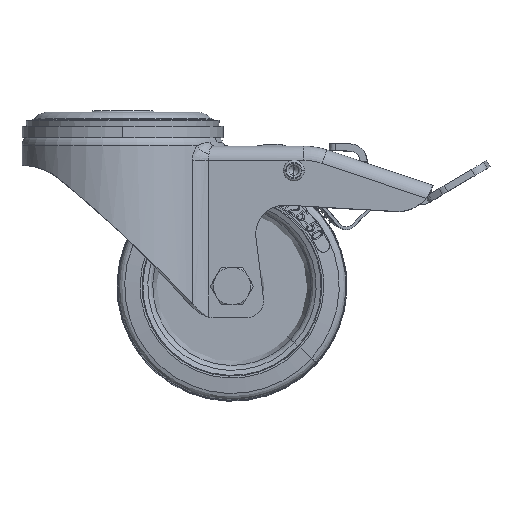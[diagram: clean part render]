
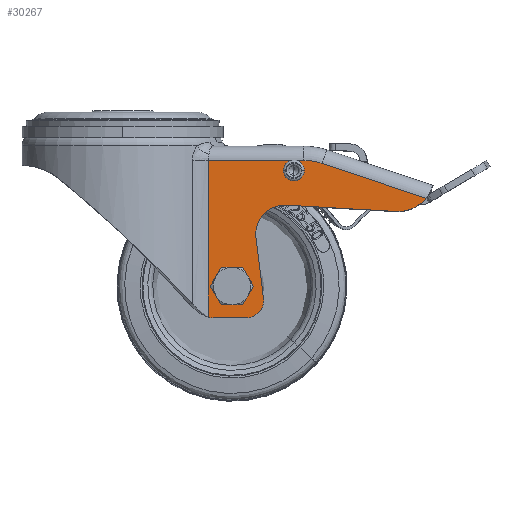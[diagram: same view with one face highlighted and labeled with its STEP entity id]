
A CAD part, top view. The second image highlights one B-rep face of the part: STEP entity #30267.
In plain terms, the highlighted planar face has unit normal (0, 0, 1).
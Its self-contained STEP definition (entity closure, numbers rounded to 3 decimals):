
#148 = DIRECTION ( 'NONE',  ( 0., 0., -1. ) ) ;
#473 = EDGE_CURVE ( 'NONE', #75792, #62201, #6347, .T. ) ;
#1091 = CARTESIAN_POINT ( 'NONE',  ( 62.1, -14., 23. ) ) ;
#2002 = CARTESIAN_POINT ( 'NONE',  ( 29.799, -55.825, 23. ) ) ;
#3012 = ORIENTED_EDGE ( 'NONE', *, *, #73788, .F. ) ;
#4991 = CARTESIAN_POINT ( 'NONE',  ( 31.5, -65.2, 23. ) ) ;
#6038 = DIRECTION ( 'NONE',  ( 1., 0., 0. ) ) ;
#6075 = ORIENTED_EDGE ( 'NONE', *, *, #59261, .F. ) ;
#6172 = CARTESIAN_POINT ( 'NONE',  ( 56.844, -26.041, 23. ) ) ;
#6347 = LINE ( 'NONE', #37594, #26112 ) ;
#6703 = AXIS2_PLACEMENT_3D ( 'NONE', #6806, #148, #37275 ) ;
#6806 = CARTESIAN_POINT ( 'NONE',  ( 95.962, -16.251, 23. ) ) ;
#7114 = CARTESIAN_POINT ( 'NONE',  ( 29.799, -64.954, 23. ) ) ;
#7985 = EDGE_CURVE ( 'NONE', #19322, #78318, #16133, .T. ) ;
#8037 = CARTESIAN_POINT ( 'NONE',  ( 63.025, -10.5, 23. ) ) ;
#8810 = AXIS2_PLACEMENT_3D ( 'NONE', #16303, #52369, #41166 ) ;
#9270 = CARTESIAN_POINT ( 'NONE',  ( 38., -54.2, 23. ) ) ;
#9660 = CARTESIAN_POINT ( 'NONE',  ( 31.5, -65.2, 23. ) ) ;
#10059 = AXIS2_PLACEMENT_3D ( 'NONE', #69838, #46632, #75724 ) ;
#10334 = VERTEX_POINT ( 'NONE', #51702 ) ;
#11913 = VECTOR ( 'NONE', #71179, 1000. ) ;
#12079 = AXIS2_PLACEMENT_3D ( 'NONE', #44511, #57286, #68906 ) ;
#14530 = CARTESIAN_POINT ( 'NONE',  ( 43., -65.2, 23. ) ) ;
#16081 = ORIENTED_EDGE ( 'NONE', *, *, #25858, .F. ) ;
#16133 = CIRCLE ( 'NONE', #27467, 20. ) ;
#16303 = CARTESIAN_POINT ( 'NONE',  ( 56.275, -36.025, 23. ) ) ;
#16656 = EDGE_CURVE ( 'NONE', #33340, #19322, #53194, .T. ) ;
#16878 = VERTEX_POINT ( 'NONE', #69527 ) ;
#17154 = DIRECTION ( 'NONE',  ( 0., 0., -1. ) ) ;
#18053 = VECTOR ( 'NONE', #27520, 1000. ) ;
#19322 = VERTEX_POINT ( 'NONE', #57830 ) ;
#20281 = CARTESIAN_POINT ( 'NONE',  ( 63.025, -30.5, 23. ) ) ;
#20368 = PLANE ( 'NONE',  #12079 ) ;
#21137 = AXIS2_PLACEMENT_3D ( 'NONE', #53138, #28887, #53521 ) ;
#21427 = DIRECTION ( 'NONE',  ( 0., 0., -1. ) ) ;
#21935 = DIRECTION ( 'NONE',  ( 1., 0., 0. ) ) ;
#23737 = ORIENTED_EDGE ( 'NONE', *, *, #60999, .T. ) ;
#23774 = VERTEX_POINT ( 'NONE', #59593 ) ;
#24578 = ORIENTED_EDGE ( 'NONE', *, *, #40235, .F. ) ;
#24771 = ORIENTED_EDGE ( 'NONE', *, *, #16656, .T. ) ;
#25858 = EDGE_CURVE ( 'NONE', #16878, #23774, #52210, .T. ) ;
#26112 = VECTOR ( 'NONE', #48774, 1000. ) ;
#27467 = AXIS2_PLACEMENT_3D ( 'NONE', #20281, #55234, #62836 ) ;
#27520 = DIRECTION ( 'NONE',  ( 0.122, -0.993, 0. ) ) ;
#27879 = AXIS2_PLACEMENT_3D ( 'NONE', #49294, #36936, #55268 ) ;
#28468 = ORIENTED_EDGE ( 'NONE', *, *, #68305, .T. ) ;
#28887 = DIRECTION ( 'NONE',  ( 0., 0., -1. ) ) ;
#30035 = CARTESIAN_POINT ( 'NONE',  ( 42.1, -54.2, 23. ) ) ;
#30267 = ADVANCED_FACE ( 'NONE', ( #69284, #33365, #75966 ), #20368, .T. ) ;
#31252 = CARTESIAN_POINT ( 'NONE',  ( 29.799, -19.522, 23. ) ) ;
#31510 = ORIENTED_EDGE ( 'NONE', *, *, #473, .F. ) ;
#31726 = CARTESIAN_POINT ( 'NONE',  ( 105.445, -23.604, 23. ) ) ;
#32148 = AXIS2_PLACEMENT_3D ( 'NONE', #60455, #17154, #6038 ) ;
#33056 = LINE ( 'NONE', #76021, #18053 ) ;
#33340 = VERTEX_POINT ( 'NONE', #31726 ) ;
#33365 = FACE_BOUND ( 'NONE', #40029, .T. ) ;
#33703 = AXIS2_PLACEMENT_3D ( 'NONE', #52770, #21427, #69979 ) ;
#35630 = CARTESIAN_POINT ( 'NONE',  ( 105.445, -23.604, 23. ) ) ;
#36936 = DIRECTION ( 'NONE',  ( 0., 0., -1. ) ) ;
#37156 = VECTOR ( 'NONE', #70898, 1000. ) ;
#37275 = DIRECTION ( 'NONE',  ( 0.79, -0.613, 0. ) ) ;
#37594 = CARTESIAN_POINT ( 'NONE',  ( 95.279, -28.232, 23. ) ) ;
#37989 = CIRCLE ( 'NONE', #27879, 2.6 ) ;
#38068 = VERTEX_POINT ( 'NONE', #14530 ) ;
#38994 = CARTESIAN_POINT ( 'NONE',  ( 63.025, -10.5, 23. ) ) ;
#40029 = EDGE_LOOP ( 'NONE', ( #70892, #74494 ) ) ;
#40235 = EDGE_CURVE ( 'NONE', #33340, #75792, #47215, .T. ) ;
#41166 = DIRECTION ( 'NONE',  ( -0.993, -0.122, 0. ) ) ;
#41599 = VERTEX_POINT ( 'NONE', #4991 ) ;
#41766 = EDGE_CURVE ( 'NONE', #55377, #10334, #66516, .T. ) ;
#43183 = CARTESIAN_POINT ( 'NONE',  ( 56.9, -14., 23. ) ) ;
#43543 = CARTESIAN_POINT ( 'NONE',  ( 29.799, -37.62, 23. ) ) ;
#43784 = CARTESIAN_POINT ( 'NONE',  ( 46.349, -37.244, 23. ) ) ;
#43973 = EDGE_LOOP ( 'NONE', ( #28468, #72173 ) ) ;
#44511 = CARTESIAN_POINT ( 'NONE',  ( 114., -5.5, 23. ) ) ;
#44620 = CIRCLE ( 'NONE', #71411, 4.1 ) ;
#46632 = DIRECTION ( 'NONE',  ( 0., 0., -1. ) ) ;
#47215 = CIRCLE ( 'NONE', #6703, 12. ) ;
#48774 = DIRECTION ( 'NONE',  ( -0.998, 0.057, 0. ) ) ;
#49294 = CARTESIAN_POINT ( 'NONE',  ( 59.5, -14., 23. ) ) ;
#51702 = CARTESIAN_POINT ( 'NONE',  ( 33.9, -54.2, 23. ) ) ;
#52210 = B_SPLINE_CURVE_WITH_KNOTS ( 'NONE', 3,
 ( #7114, #2002, #43543, #31252, #62375 ),
 .UNSPECIFIED., .F., .F.,
 ( 4, 1, 4 ),
 ( 0., 0.5, 1. ),
 .UNSPECIFIED. ) ;
#52250 = VERTEX_POINT ( 'NONE', #66834 ) ;
#52369 = DIRECTION ( 'NONE',  ( 0., 0., -1. ) ) ;
#52770 = CARTESIAN_POINT ( 'NONE',  ( 31.5, -59.2, 23. ) ) ;
#53138 = CARTESIAN_POINT ( 'NONE',  ( 43., -59.2, 23. ) ) ;
#53194 = LINE ( 'NONE', #35630, #11913 ) ;
#53521 = DIRECTION ( 'NONE',  ( 0.993, 0.122, 0. ) ) ;
#53558 = EDGE_CURVE ( 'NONE', #78318, #23774, #64142, .T. ) ;
#55234 = DIRECTION ( 'NONE',  ( 0., 0., 1. ) ) ;
#55268 = DIRECTION ( 'NONE',  ( -0.962, -0.275, 0. ) ) ;
#55377 = VERTEX_POINT ( 'NONE', #30035 ) ;
#57286 = DIRECTION ( 'NONE',  ( 0., 0., 1. ) ) ;
#57804 = EDGE_CURVE ( 'NONE', #69169, #75821, #37989, .T. ) ;
#57830 = CARTESIAN_POINT ( 'NONE',  ( 69.371, -11.534, 23. ) ) ;
#59261 = EDGE_CURVE ( 'NONE', #61530, #52250, #33056, .T. ) ;
#59593 = CARTESIAN_POINT ( 'NONE',  ( 29.799, -10.5, 23. ) ) ;
#60282 = ORIENTED_EDGE ( 'NONE', *, *, #53558, .T. ) ;
#60455 = CARTESIAN_POINT ( 'NONE',  ( 38., -54.2, 23. ) ) ;
#60999 = EDGE_CURVE ( 'NONE', #41599, #38068, #64137, .T. ) ;
#61530 = VERTEX_POINT ( 'NONE', #43784 ) ;
#62171 = CIRCLE ( 'NONE', #8810, 10. ) ;
#62201 = VERTEX_POINT ( 'NONE', #6172 ) ;
#62375 = CARTESIAN_POINT ( 'NONE',  ( 29.799, -10.5, 23. ) ) ;
#62836 = DIRECTION ( 'NONE',  ( 0.317, 0.948, 0. ) ) ;
#63356 = DIRECTION ( 'NONE',  ( 0., 0., -1. ) ) ;
#64137 = LINE ( 'NONE', #9660, #76979 ) ;
#64142 = LINE ( 'NONE', #38994, #37156 ) ;
#64554 = EDGE_CURVE ( 'NONE', #41599, #16878, #66772, .T. ) ;
#64648 = ORIENTED_EDGE ( 'NONE', *, *, #75230, .T. ) ;
#65971 = CIRCLE ( 'NONE', #10059, 2.6 ) ;
#66516 = CIRCLE ( 'NONE', #32148, 4.1 ) ;
#66772 = CIRCLE ( 'NONE', #33703, 6. ) ;
#66834 = CARTESIAN_POINT ( 'NONE',  ( 48.955, -58.469, 23. ) ) ;
#67104 = ORIENTED_EDGE ( 'NONE', *, *, #64554, .F. ) ;
#68150 = DIRECTION ( 'NONE',  ( 1., 0., 0. ) ) ;
#68305 = EDGE_CURVE ( 'NONE', #75821, #69169, #65971, .T. ) ;
#68906 = DIRECTION ( 'NONE',  ( 0., -1., 0. ) ) ;
#68951 = ORIENTED_EDGE ( 'NONE', *, *, #7985, .T. ) ;
#69169 = VERTEX_POINT ( 'NONE', #1091 ) ;
#69284 = FACE_OUTER_BOUND ( 'NONE', #74349, .T. ) ;
#69527 = CARTESIAN_POINT ( 'NONE',  ( 29.799, -64.954, 23. ) ) ;
#69838 = CARTESIAN_POINT ( 'NONE',  ( 59.5, -14., 23. ) ) ;
#69979 = DIRECTION ( 'NONE',  ( 0., -1., 0. ) ) ;
#70892 = ORIENTED_EDGE ( 'NONE', *, *, #77585, .T. ) ;
#70898 = DIRECTION ( 'NONE',  ( -1., 0., 0. ) ) ;
#71179 = DIRECTION ( 'NONE',  ( -0.948, 0.317, 0. ) ) ;
#71411 = AXIS2_PLACEMENT_3D ( 'NONE', #9270, #63356, #68150 ) ;
#72173 = ORIENTED_EDGE ( 'NONE', *, *, #57804, .T. ) ;
#73788 = EDGE_CURVE ( 'NONE', #52250, #38068, #74465, .T. ) ;
#73871 = CARTESIAN_POINT ( 'NONE',  ( 95.279, -28.232, 23. ) ) ;
#74349 = EDGE_LOOP ( 'NONE', ( #24578, #24771, #68951, #60282, #16081, #67104, #23737, #3012, #6075, #64648, #31510 ) ) ;
#74465 = CIRCLE ( 'NONE', #21137, 6. ) ;
#74494 = ORIENTED_EDGE ( 'NONE', *, *, #41766, .T. ) ;
#75230 = EDGE_CURVE ( 'NONE', #61530, #62201, #62171, .T. ) ;
#75724 = DIRECTION ( 'NONE',  ( -0.962, -0.275, 0. ) ) ;
#75792 = VERTEX_POINT ( 'NONE', #73871 ) ;
#75821 = VERTEX_POINT ( 'NONE', #43183 ) ;
#75966 = FACE_BOUND ( 'NONE', #43973, .T. ) ;
#76021 = CARTESIAN_POINT ( 'NONE',  ( 46.349, -37.244, 23. ) ) ;
#76979 = VECTOR ( 'NONE', #21935, 1000. ) ;
#77585 = EDGE_CURVE ( 'NONE', #10334, #55377, #44620, .T. ) ;
#78318 = VERTEX_POINT ( 'NONE', #8037 ) ;
